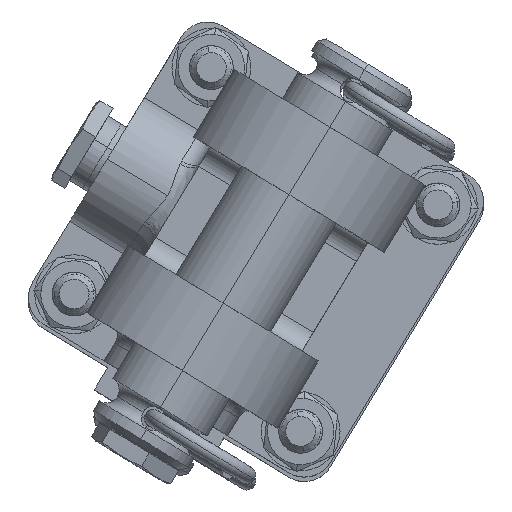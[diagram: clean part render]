
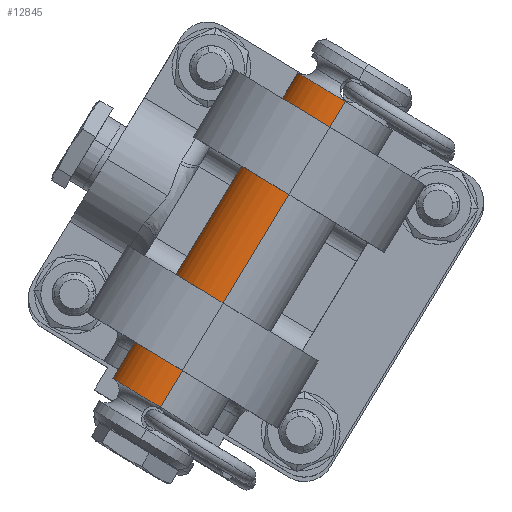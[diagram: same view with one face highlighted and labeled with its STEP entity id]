
A CAD part, top view. The second image highlights one B-rep face of the part: STEP entity #12845.
In plain terms, the highlighted cylindrical face has radius 12.65 mm (diameter 25.3 mm), a partial arc.
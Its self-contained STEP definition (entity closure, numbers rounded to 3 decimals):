
#221 = AXIS2_PLACEMENT_3D ( 'NONE', #7624, #1891, #10083 ) ;
#362 = CARTESIAN_POINT ( 'NONE',  ( 10., 12.65, 0. ) ) ;
#509 = CARTESIAN_POINT ( 'NONE',  ( 91.6, 12.65, 0. ) ) ;
#838 = DIRECTION ( 'NONE',  ( 0., 1., 0. ) ) ;
#1048 = EDGE_CURVE ( 'NONE', #14178, #11213, #5299, .T. ) ;
#1176 = DIRECTION ( 'NONE',  ( 1., 0., 0. ) ) ;
#1674 = ORIENTED_EDGE ( 'NONE', *, *, #1048, .F. ) ;
#1891 = DIRECTION ( 'NONE',  ( 1., 0., 0. ) ) ;
#3102 = EDGE_LOOP ( 'NONE', ( #11931, #7207, #10085, #1674 ) ) ;
#3641 = EDGE_CURVE ( 'NONE', #4134, #12049, #4027, .T. ) ;
#3959 = FACE_OUTER_BOUND ( 'NONE', #3102, .T. ) ;
#4027 = CIRCLE ( 'NONE', #5487, 12.65 ) ;
#4134 = VERTEX_POINT ( 'NONE', #7588 ) ;
#5122 = EDGE_CURVE ( 'NONE', #12049, #11213, #8345, .T. ) ;
#5299 = CIRCLE ( 'NONE', #12730, 12.65 ) ;
#5461 = VECTOR ( 'NONE', #1176, 1000. ) ;
#5487 = AXIS2_PLACEMENT_3D ( 'NONE', #13615, #6693, #838 ) ;
#6693 = DIRECTION ( 'NONE',  ( 1., 0., 0. ) ) ;
#6942 = CARTESIAN_POINT ( 'NONE',  ( 10., 12.65, 0. ) ) ;
#7207 = ORIENTED_EDGE ( 'NONE', *, *, #3641, .T. ) ;
#7588 = CARTESIAN_POINT ( 'NONE',  ( 10., -12.65, 0. ) ) ;
#7624 = CARTESIAN_POINT ( 'NONE',  ( 10., 0., 0. ) ) ;
#7628 = VECTOR ( 'NONE', #9641, 1000. ) ;
#8214 = CARTESIAN_POINT ( 'NONE',  ( 91.6, -12.65, 0. ) ) ;
#8345 = LINE ( 'NONE', #362, #7628 ) ;
#9283 = LINE ( 'NONE', #9414, #5461 ) ;
#9414 = CARTESIAN_POINT ( 'NONE',  ( 10., -12.65, 0. ) ) ;
#9641 = DIRECTION ( 'NONE',  ( 1., 0., 0. ) ) ;
#10083 = DIRECTION ( 'NONE',  ( 0., 1., 0. ) ) ;
#10085 = ORIENTED_EDGE ( 'NONE', *, *, #5122, .T. ) ;
#10461 = CARTESIAN_POINT ( 'NONE',  ( 91.6, 0., 0. ) ) ;
#11000 = EDGE_CURVE ( 'NONE', #4134, #14178, #9283, .T. ) ;
#11213 = VERTEX_POINT ( 'NONE', #509 ) ;
#11931 = ORIENTED_EDGE ( 'NONE', *, *, #11000, .F. ) ;
#12049 = VERTEX_POINT ( 'NONE', #6942 ) ;
#12730 = AXIS2_PLACEMENT_3D ( 'NONE', #10461, #15007, #13915 ) ;
#12845 = ADVANCED_FACE ( 'NONE', ( #3959 ), #14962, .T. ) ;
#13615 = CARTESIAN_POINT ( 'NONE',  ( 10., 0., 0. ) ) ;
#13915 = DIRECTION ( 'NONE',  ( 0., 1., 0. ) ) ;
#14178 = VERTEX_POINT ( 'NONE', #8214 ) ;
#14962 = CYLINDRICAL_SURFACE ( 'NONE', #221, 12.65 ) ;
#15007 = DIRECTION ( 'NONE',  ( 1., 0., 0. ) ) ;
